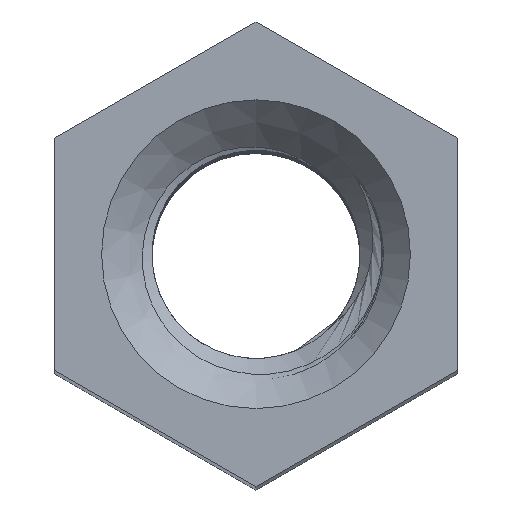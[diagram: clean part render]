
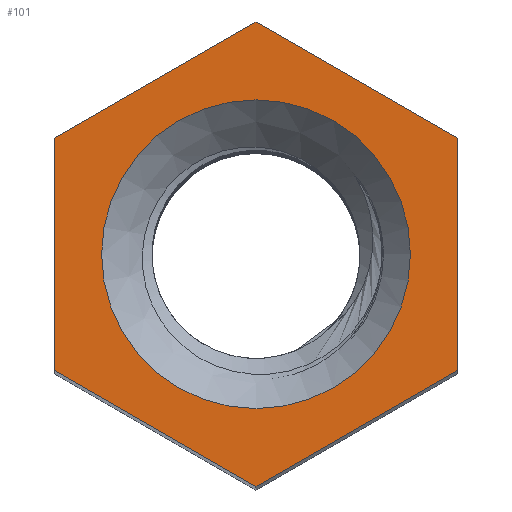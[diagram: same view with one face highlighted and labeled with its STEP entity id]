
A CAD part, top view. The second image highlights one B-rep face of the part: STEP entity #101.
In plain terms, the highlighted planar face has unit normal (0, 0, 1).
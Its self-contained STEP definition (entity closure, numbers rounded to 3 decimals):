
#101=ADVANCED_FACE('',(#26643,#26645),#26647,.T.);
#26643=FACE_BOUND('',#26644,.T.);
#26644=EDGE_LOOP('',(#28011,#28012,#28013,#28014,#28015,#28016));
#26645=FACE_BOUND('',#26646,.T.);
#26646=EDGE_LOOP('',(#28017));
#26647=PLANE('',#26648);
#26648=AXIS2_PLACEMENT_3D('',#26649,#26650,#26651);
#26649=CARTESIAN_POINT('',(0.,0.,40.));
#26650=DIRECTION('',(0.,0.,1.));
#26651=DIRECTION('',(-1.,0.,0.));
#28011=ORIENTED_EDGE('',*,*,#28255,.T.);
#28012=ORIENTED_EDGE('',*,*,#28256,.T.);
#28013=ORIENTED_EDGE('',*,*,#28257,.T.);
#28014=ORIENTED_EDGE('',*,*,#28258,.T.);
#28015=ORIENTED_EDGE('',*,*,#28259,.T.);
#28016=ORIENTED_EDGE('',*,*,#28260,.T.);
#28017=ORIENTED_EDGE('',*,*,#28182,.T.);
#28182=EDGE_CURVE('',#28314,#28314,#28315,.F.);
#28255=EDGE_CURVE('',#28456,#28457,#28458,.T.);
#28256=EDGE_CURVE('',#28457,#28459,#28460,.T.);
#28257=EDGE_CURVE('',#28459,#28461,#28462,.T.);
#28258=EDGE_CURVE('',#28461,#28463,#28464,.T.);
#28259=EDGE_CURVE('',#28463,#28465,#28466,.T.);
#28260=EDGE_CURVE('',#28465,#28456,#28467,.T.);
#28314=VERTEX_POINT('',#28668);
#28315=CIRCLE('',#28669,3.07);
#28456=VERTEX_POINT('',#35446);
#28457=VERTEX_POINT('',#35447);
#28458=LINE('',#35448,#35449);
#28459=VERTEX_POINT('',#35451);
#28460=LINE('',#35452,#35453);
#28461=VERTEX_POINT('',#35455);
#28462=LINE('',#35456,#35457);
#28463=VERTEX_POINT('',#35459);
#28464=LINE('',#35460,#35461);
#28465=VERTEX_POINT('',#35463);
#28466=LINE('',#35464,#35465);
#28467=LINE('',#35467,#35468);
#28668=CARTESIAN_POINT('',(0.,3.07,40.));
#28669=AXIS2_PLACEMENT_3D('',#28670,#28671,#28672);
#28670=CARTESIAN_POINT('',(0.,0.,40.));
#28671=DIRECTION('',(0.,0.,1.));
#28672=DIRECTION('',(0.,1.,-0.));
#35446=CARTESIAN_POINT('',(0.,-4.619,40.));
#35447=CARTESIAN_POINT('',(4.,-2.309,40.));
#35448=CARTESIAN_POINT('',(0.,-4.619,40.));
#35449=VECTOR('',#35450,1.);
#35450=DIRECTION('',(0.866,0.5,0.));
#35451=CARTESIAN_POINT('',(4.,2.309,40.));
#35452=CARTESIAN_POINT('',(4.,-2.309,40.));
#35453=VECTOR('',#35454,1.);
#35454=DIRECTION('',(0.,1.,0.));
#35455=CARTESIAN_POINT('',(0.,4.619,40.));
#35456=CARTESIAN_POINT('',(4.,2.309,40.));
#35457=VECTOR('',#35458,1.);
#35458=DIRECTION('',(-0.866,0.5,0.));
#35459=CARTESIAN_POINT('',(-4.,2.309,40.));
#35460=CARTESIAN_POINT('',(0.,4.619,40.));
#35461=VECTOR('',#35462,1.);
#35462=DIRECTION('',(-0.866,-0.5,0.));
#35463=CARTESIAN_POINT('',(-4.,-2.309,40.));
#35464=CARTESIAN_POINT('',(-4.,2.309,40.));
#35465=VECTOR('',#35466,1.);
#35466=DIRECTION('',(0.,-1.,0.));
#35467=CARTESIAN_POINT('',(-4.,-2.309,40.));
#35468=VECTOR('',#35469,1.);
#35469=DIRECTION('',(0.866,-0.5,0.));
